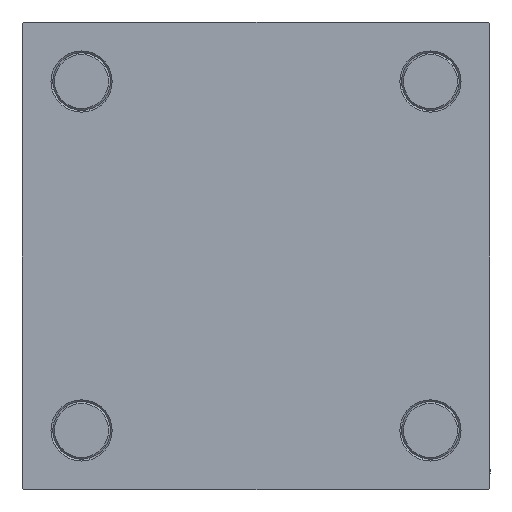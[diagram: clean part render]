
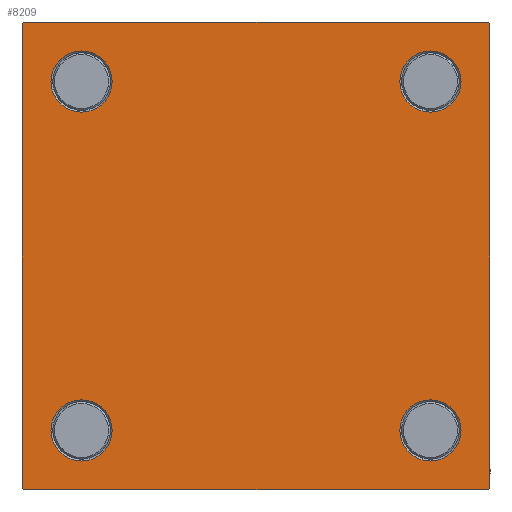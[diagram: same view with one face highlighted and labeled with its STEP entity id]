
A CAD part, left-side view. The second image highlights one B-rep face of the part: STEP entity #8209.
In plain terms, the highlighted planar face has unit normal (-1, 0, 0).
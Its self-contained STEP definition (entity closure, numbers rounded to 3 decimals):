
#525 = CIRCLE ( 'NONE', #48433, 8.5 ) ;
#946 = ORIENTED_EDGE ( 'NONE', *, *, #31823, .F. ) ;
#965 = AXIS2_PLACEMENT_3D ( 'NONE', #48325, #44741, #13505 ) ;
#1083 = CARTESIAN_POINT ( 'NONE',  ( 0., 48.45, 48.45 ) ) ;
#1318 = ORIENTED_EDGE ( 'NONE', *, *, #19442, .T. ) ;
#2552 = ORIENTED_EDGE ( 'NONE', *, *, #4922, .T. ) ;
#2771 = VECTOR ( 'NONE', #43982, 1000. ) ;
#2893 = VERTEX_POINT ( 'NONE', #44698 ) ;
#3085 = CARTESIAN_POINT ( 'NONE',  ( 0., 48.45, -48.45 ) ) ;
#3955 = VERTEX_POINT ( 'NONE', #41752 ) ;
#4455 = CARTESIAN_POINT ( 'NONE',  ( 0., -64.5, 65. ) ) ;
#4903 = DIRECTION ( 'NONE',  ( 1., 0., 0. ) ) ;
#4922 = EDGE_CURVE ( 'NONE', #15911, #33469, #20632, .T. ) ;
#5859 = FACE_BOUND ( 'NONE', #43275, .T. ) ;
#5996 = CARTESIAN_POINT ( 'NONE',  ( 0., -48.45, -48.45 ) ) ;
#6070 = DIRECTION ( 'NONE',  ( 0., 0.707, 0.707 ) ) ;
#6104 = CARTESIAN_POINT ( 'NONE',  ( 0., 65., 65. ) ) ;
#6439 = CARTESIAN_POINT ( 'NONE',  ( 0., 64.75, -64.75 ) ) ;
#7054 = EDGE_LOOP ( 'NONE', ( #24939, #17217 ) ) ;
#7255 = CARTESIAN_POINT ( 'NONE',  ( 0., -48.45, -48.45 ) ) ;
#8112 = ORIENTED_EDGE ( 'NONE', *, *, #44266, .T. ) ;
#8209 = ADVANCED_FACE ( 'NONE', ( #19863, #49060, #33283, #5859, #48074 ), #21351, .T. ) ;
#8357 = CARTESIAN_POINT ( 'NONE',  ( 0., -65., 65. ) ) ;
#8360 = ORIENTED_EDGE ( 'NONE', *, *, #48915, .T. ) ;
#8514 = CARTESIAN_POINT ( 'NONE',  ( 0., -48.45, 48.45 ) ) ;
#8538 = DIRECTION ( 'NONE',  ( 0., -1., 0. ) ) ;
#8681 = DIRECTION ( 'NONE',  ( 0., 0., 1. ) ) ;
#8964 = ORIENTED_EDGE ( 'NONE', *, *, #24731, .T. ) ;
#9008 = DIRECTION ( 'NONE',  ( 1., 0., 0. ) ) ;
#9088 = DIRECTION ( 'NONE',  ( 0., 0., 1. ) ) ;
#10117 = LINE ( 'NONE', #18228, #36318 ) ;
#11159 = ORIENTED_EDGE ( 'NONE', *, *, #39011, .T. ) ;
#11226 = DIRECTION ( 'NONE',  ( 0., 0., 1. ) ) ;
#11378 = EDGE_CURVE ( 'NONE', #24069, #43020, #41249, .T. ) ;
#11775 = CARTESIAN_POINT ( 'NONE',  ( 0., -65., -64.5 ) ) ;
#11920 = CARTESIAN_POINT ( 'NONE',  ( 0., -48.45, 56.95 ) ) ;
#12628 = ORIENTED_EDGE ( 'NONE', *, *, #11378, .T. ) ;
#12804 = AXIS2_PLACEMENT_3D ( 'NONE', #5996, #40315, #21477 ) ;
#13505 = DIRECTION ( 'NONE',  ( 0., 0., 1. ) ) ;
#14334 = VECTOR ( 'NONE', #39348, 1000. ) ;
#14826 = EDGE_CURVE ( 'NONE', #46980, #48038, #41633, .T. ) ;
#14963 = LINE ( 'NONE', #49517, #15832 ) ;
#15829 = ORIENTED_EDGE ( 'NONE', *, *, #19098, .T. ) ;
#15832 = VECTOR ( 'NONE', #42886, 1000. ) ;
#15855 = CIRCLE ( 'NONE', #22319, 8.5 ) ;
#15911 = VERTEX_POINT ( 'NONE', #28167 ) ;
#15950 = CARTESIAN_POINT ( 'NONE',  ( 0., 48.45, 56.95 ) ) ;
#17213 = CARTESIAN_POINT ( 'NONE',  ( 0., 48.45, 48.45 ) ) ;
#17217 = ORIENTED_EDGE ( 'NONE', *, *, #33917, .T. ) ;
#18122 = CIRCLE ( 'NONE', #32742, 8.5 ) ;
#18228 = CARTESIAN_POINT ( 'NONE',  ( 0., -64.75, -64.75 ) ) ;
#18940 = AXIS2_PLACEMENT_3D ( 'NONE', #28456, #40133, #25373 ) ;
#19098 = EDGE_CURVE ( 'NONE', #43020, #3955, #14963, .T. ) ;
#19286 = CIRCLE ( 'NONE', #26610, 8.5 ) ;
#19442 = EDGE_CURVE ( 'NONE', #2893, #27830, #44215, .T. ) ;
#19863 = FACE_BOUND ( 'NONE', #24599, .T. ) ;
#20178 = CARTESIAN_POINT ( 'NONE',  ( 0., 48.45, -39.95 ) ) ;
#20632 = LINE ( 'NONE', #44019, #43074 ) ;
#21351 = PLANE ( 'NONE',  #965 ) ;
#21477 = DIRECTION ( 'NONE',  ( 0., 0., 1. ) ) ;
#22124 = EDGE_CURVE ( 'NONE', #31210, #41219, #43162, .T. ) ;
#22319 = AXIS2_PLACEMENT_3D ( 'NONE', #8514, #9008, #44327 ) ;
#22744 = DIRECTION ( 'NONE',  ( 0., 0., 1. ) ) ;
#22806 = VECTOR ( 'NONE', #6070, 1000. ) ;
#23035 = CARTESIAN_POINT ( 'NONE',  ( 0., 64.5, -65. ) ) ;
#23084 = ORIENTED_EDGE ( 'NONE', *, *, #36235, .T. ) ;
#23526 = LINE ( 'NONE', #31651, #35095 ) ;
#24069 = VERTEX_POINT ( 'NONE', #34810 ) ;
#24257 = ORIENTED_EDGE ( 'NONE', *, *, #42153, .T. ) ;
#24599 = EDGE_LOOP ( 'NONE', ( #11159, #8360 ) ) ;
#24731 = EDGE_CURVE ( 'NONE', #31210, #41064, #43459, .T. ) ;
#24937 = CIRCLE ( 'NONE', #12804, 8.5 ) ;
#24939 = ORIENTED_EDGE ( 'NONE', *, *, #14826, .T. ) ;
#25202 = DIRECTION ( 'NONE',  ( 0., 0., 1. ) ) ;
#25373 = DIRECTION ( 'NONE',  ( 0., 0., 1. ) ) ;
#25594 = DIRECTION ( 'NONE',  ( 0., -0.707, 0.707 ) ) ;
#26610 = AXIS2_PLACEMENT_3D ( 'NONE', #31791, #27734, #8681 ) ;
#27734 = DIRECTION ( 'NONE',  ( 1., 0., 0. ) ) ;
#27830 = VERTEX_POINT ( 'NONE', #43923 ) ;
#28167 = CARTESIAN_POINT ( 'NONE',  ( 0., 64.5, 65. ) ) ;
#28456 = CARTESIAN_POINT ( 'NONE',  ( 0., 48.45, -48.45 ) ) ;
#28702 = CARTESIAN_POINT ( 'NONE',  ( 0., -64.75, 64.75 ) ) ;
#28983 = LINE ( 'NONE', #6104, #2771 ) ;
#29566 = EDGE_LOOP ( 'NONE', ( #8112, #1318 ) ) ;
#31210 = VERTEX_POINT ( 'NONE', #45591 ) ;
#31651 = CARTESIAN_POINT ( 'NONE',  ( 0., 65., 65. ) ) ;
#31791 = CARTESIAN_POINT ( 'NONE',  ( 0., -48.45, 48.45 ) ) ;
#31823 = EDGE_CURVE ( 'NONE', #15911, #41064, #23526, .T. ) ;
#32034 = CARTESIAN_POINT ( 'NONE',  ( 0., 65., 64.5 ) ) ;
#32325 = DIRECTION ( 'NONE',  ( 0., 0.707, -0.707 ) ) ;
#32698 = VERTEX_POINT ( 'NONE', #11920 ) ;
#32704 = DIRECTION ( 'NONE',  ( 1., 0., 0. ) ) ;
#32742 = AXIS2_PLACEMENT_3D ( 'NONE', #3085, #38888, #11226 ) ;
#33011 = ORIENTED_EDGE ( 'NONE', *, *, #45525, .T. ) ;
#33036 = EDGE_CURVE ( 'NONE', #42516, #44160, #41630, .T. ) ;
#33283 = FACE_BOUND ( 'NONE', #7054, .T. ) ;
#33459 = CARTESIAN_POINT ( 'NONE',  ( 0., 48.45, -56.95 ) ) ;
#33469 = VERTEX_POINT ( 'NONE', #32034 ) ;
#33867 = DIRECTION ( 'NONE',  ( 0., -0.707, -0.707 ) ) ;
#33897 = VERTEX_POINT ( 'NONE', #42719 ) ;
#33917 = EDGE_CURVE ( 'NONE', #48038, #46980, #18122, .T. ) ;
#34697 = DIRECTION ( 'NONE',  ( 1., 0., 0. ) ) ;
#34810 = CARTESIAN_POINT ( 'NONE',  ( 0., 65., -64.5 ) ) ;
#35095 = VECTOR ( 'NONE', #8538, 1000. ) ;
#36235 = EDGE_CURVE ( 'NONE', #33469, #24069, #28983, .T. ) ;
#36318 = VECTOR ( 'NONE', #25594, 1000. ) ;
#36918 = ORIENTED_EDGE ( 'NONE', *, *, #22124, .F. ) ;
#38888 = DIRECTION ( 'NONE',  ( 1., 0., 0. ) ) ;
#39011 = EDGE_CURVE ( 'NONE', #32698, #33897, #15855, .T. ) ;
#39348 = DIRECTION ( 'NONE',  ( 0., 0., -1. ) ) ;
#40133 = DIRECTION ( 'NONE',  ( 1., 0., 0. ) ) ;
#40315 = DIRECTION ( 'NONE',  ( 1., 0., 0. ) ) ;
#41064 = VERTEX_POINT ( 'NONE', #4455 ) ;
#41219 = VERTEX_POINT ( 'NONE', #11775 ) ;
#41249 = LINE ( 'NONE', #6439, #47362 ) ;
#41624 = ORIENTED_EDGE ( 'NONE', *, *, #33036, .T. ) ;
#41630 = CIRCLE ( 'NONE', #48939, 8.5 ) ;
#41633 = CIRCLE ( 'NONE', #18940, 8.5 ) ;
#41752 = CARTESIAN_POINT ( 'NONE',  ( 0., -64.5, -65. ) ) ;
#42153 = EDGE_CURVE ( 'NONE', #44160, #42516, #525, .T. ) ;
#42516 = VERTEX_POINT ( 'NONE', #49682 ) ;
#42719 = CARTESIAN_POINT ( 'NONE',  ( 0., -48.45, 39.95 ) ) ;
#42886 = DIRECTION ( 'NONE',  ( 0., -1., 0. ) ) ;
#43020 = VERTEX_POINT ( 'NONE', #23035 ) ;
#43074 = VECTOR ( 'NONE', #32325, 1000. ) ;
#43162 = LINE ( 'NONE', #8357, #14334 ) ;
#43275 = EDGE_LOOP ( 'NONE', ( #24257, #41624 ) ) ;
#43459 = LINE ( 'NONE', #28702, #22806 ) ;
#43923 = CARTESIAN_POINT ( 'NONE',  ( 0., -48.45, -39.95 ) ) ;
#43982 = DIRECTION ( 'NONE',  ( 0., 0., -1. ) ) ;
#44019 = CARTESIAN_POINT ( 'NONE',  ( 0., 64.75, 64.75 ) ) ;
#44160 = VERTEX_POINT ( 'NONE', #15950 ) ;
#44215 = CIRCLE ( 'NONE', #47505, 8.5 ) ;
#44266 = EDGE_CURVE ( 'NONE', #27830, #2893, #24937, .T. ) ;
#44327 = DIRECTION ( 'NONE',  ( 0., 0., 1. ) ) ;
#44698 = CARTESIAN_POINT ( 'NONE',  ( 0., -48.45, -56.95 ) ) ;
#44741 = DIRECTION ( 'NONE',  ( -1., 0., 0. ) ) ;
#45525 = EDGE_CURVE ( 'NONE', #3955, #41219, #10117, .T. ) ;
#45591 = CARTESIAN_POINT ( 'NONE',  ( 0., -65., 64.5 ) ) ;
#46846 = EDGE_LOOP ( 'NONE', ( #23084, #12628, #15829, #33011, #36918, #8964, #946, #2552 ) ) ;
#46980 = VERTEX_POINT ( 'NONE', #20178 ) ;
#47362 = VECTOR ( 'NONE', #33867, 1000. ) ;
#47505 = AXIS2_PLACEMENT_3D ( 'NONE', #7255, #34697, #22744 ) ;
#48038 = VERTEX_POINT ( 'NONE', #33459 ) ;
#48074 = FACE_OUTER_BOUND ( 'NONE', #46846, .T. ) ;
#48325 = CARTESIAN_POINT ( 'NONE',  ( 0., 0., 0. ) ) ;
#48433 = AXIS2_PLACEMENT_3D ( 'NONE', #17213, #32704, #9088 ) ;
#48915 = EDGE_CURVE ( 'NONE', #33897, #32698, #19286, .T. ) ;
#48939 = AXIS2_PLACEMENT_3D ( 'NONE', #1083, #4903, #25202 ) ;
#49060 = FACE_BOUND ( 'NONE', #29566, .T. ) ;
#49517 = CARTESIAN_POINT ( 'NONE',  ( 0., 65., -65. ) ) ;
#49682 = CARTESIAN_POINT ( 'NONE',  ( 0., 48.45, 39.95 ) ) ;
